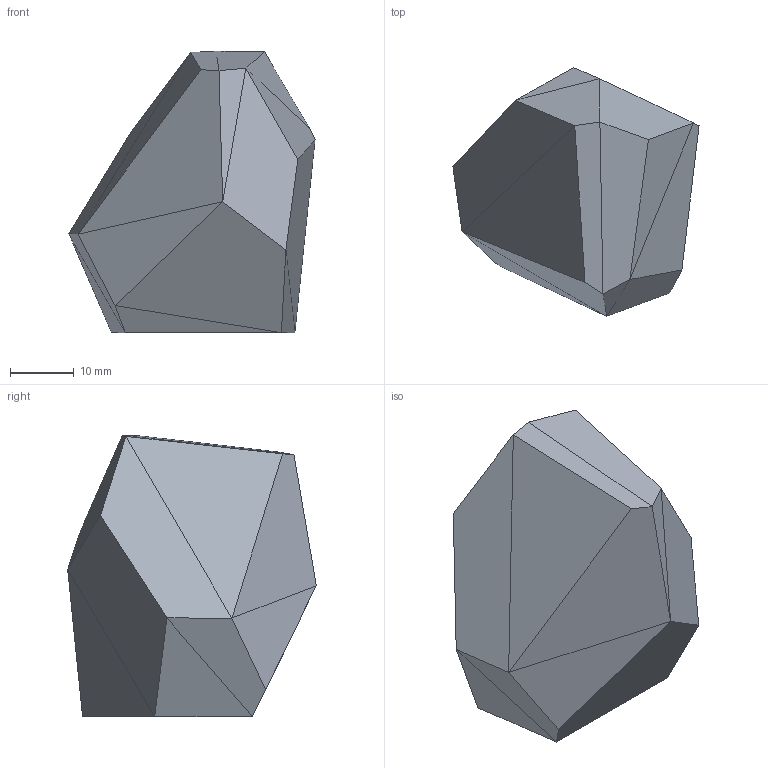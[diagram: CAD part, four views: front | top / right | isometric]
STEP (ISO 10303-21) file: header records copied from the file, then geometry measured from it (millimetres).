
FILE_DESCRIPTION (( 'STEP AP214' ), '1' );
FILE_NAME ('Quartz crystal mid_2 2.STEP', '2024-12-11T20:47:22', ( 'Elessar' ), ( '' ), 'SwSTEP 2.0', 'SolidWorks 2018', '' );
FILE_SCHEMA (( 'AUTOMOTIVE_DESIGN' ));
Length unit declared in the file: millimetre
Products named in the file (1): Quartz crystal mid_2 2
Bounding box: 38.65 x 39.04 x 44.18 mm (x, y, z)
Volume: 31578.9 mm3; surface area: 5521.4 mm2
Topology: 1 solids, 1 shells, 25 faces, 45 edges, 22 vertices
Faces by surface type: plane 25
Entity records: 601 total; most frequent: DIRECTION 97, CARTESIAN_POINT 93, ORIENTED_EDGE 90, VECTOR 45, LINE 45, EDGE_CURVE 45, AXIS2_PLACEMENT_3D 26, PLANE 25
